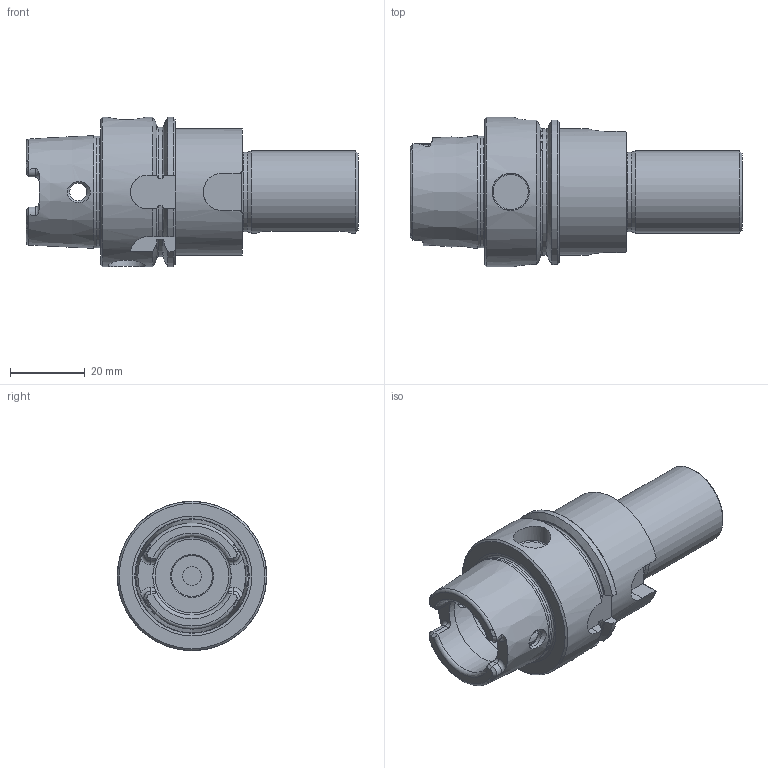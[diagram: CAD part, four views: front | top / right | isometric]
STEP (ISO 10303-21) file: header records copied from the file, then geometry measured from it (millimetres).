
FILE_DESCRIPTION( ( 'Unknown' ), '1' );
FILE_NAME( '254042230-A.stp', 'Unknown', ( 'Unknown' ), ( 'Unknown' ), 'PSStep 15.0.49', 'Unknown', ' ' );
FILE_SCHEMA( ( 'AUTOMOTIVE_DESIGN { 1 0 10303 214 1 1 1 1 }' ) );
Length unit declared in the file: millimetre
Products named in the file (1): 1
Bounding box: 89 x 40 x 40 mm (x, y, z)
Volume: 48580.2 mm3; surface area: 14840.1 mm2
Topology: 1 solids, 1 shells, 159 faces, 428 edges, 274 vertices
Faces by surface type: plane 63, cylinder 41, cone 30, torus 23, bspline 2
Full cylindrical faces by diameter (mm): 4.6 x2, 5 x1, 8.376 x1, 10 x2, 10.5 x1, 10.917 x1, 13 x1, 21 x2, 21.4 x1, 22 x1, 25.5 x1, 29.8 x1, 34 x1, 40 x1
Entity records: 6851 total; most frequent: CARTESIAN_POINT 2081, ORIENTED_EDGE 720, DIRECTION 695, EDGE_CURVE 360, AXIS2_PLACEMENT_3D 284, VERTEX_POINT 252, EDGE_LOOP 208, FACE_OUTER_BOUND 184
